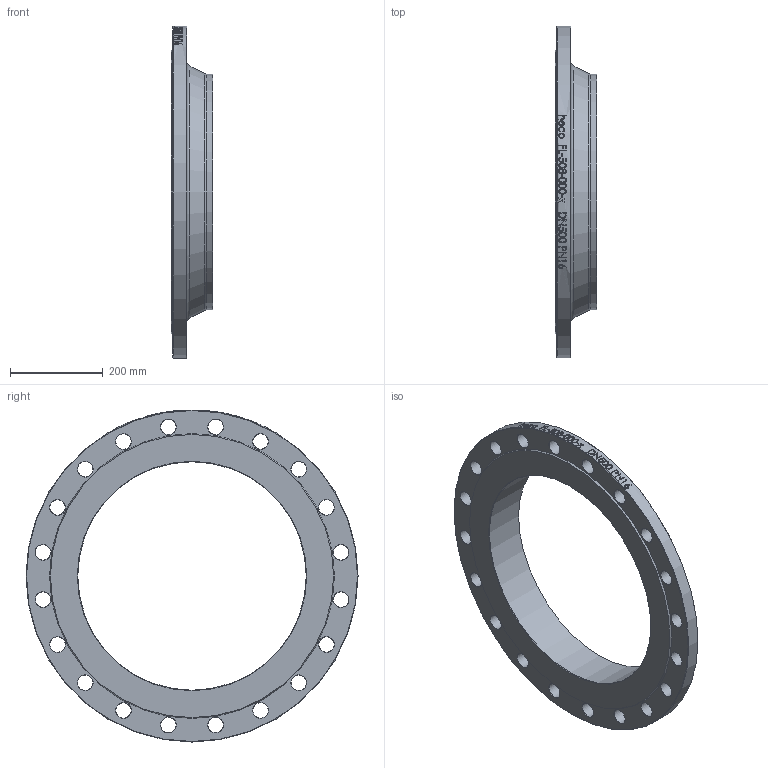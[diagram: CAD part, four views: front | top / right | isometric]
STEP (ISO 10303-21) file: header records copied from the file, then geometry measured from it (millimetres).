
FILE_DESCRIPTION (( 'STEP AP214' ), '1' );
FILE_NAME ('FL-508-000-x Vorschweissflansch DN500 PN16 iso DIN2633 2009.STEP', '2020-09-21T07:48:11', ( '' ), ( '' ), 'SwSTEP 2.0', 'SolidWorks 2019', '' );
FILE_SCHEMA (( 'AUTOMOTIVE_DESIGN' ));
Length unit declared in the file: millimetre
Products named in the file (1): FL-508-000-x Vorschweissflansch DN500 PN16 iso DIN2633 2009
Bounding box: 90 x 715 x 715 mm (x, y, z)
Volume: 7615573.2 mm3; surface area: 721278.2 mm2
Topology: 1 solids, 1 shells, 112 faces, 441 edges, 370 vertices
Faces by surface type: cylinder 61, cone 45, plane 4, torus 2
Full cylindrical faces by diameter (mm): 33 x20, 492 x1, 508 x1, 715 x1
Entity records: 13071 total; most frequent: CARTESIAN_POINT 9439, ORIENTED_EDGE 692, DIRECTION 546, EDGE_CURVE 346, VERTEX_POINT 346, EDGE_LOOP 264, AXIS2_PLACEMENT_3D 255, B_SPLINE_CURVE_WITH_KNOTS 168
